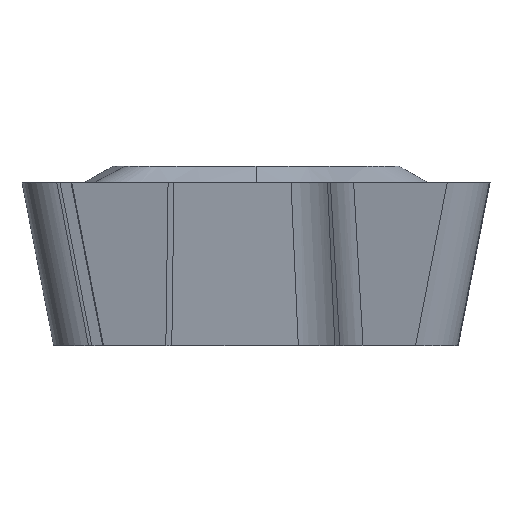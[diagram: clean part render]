
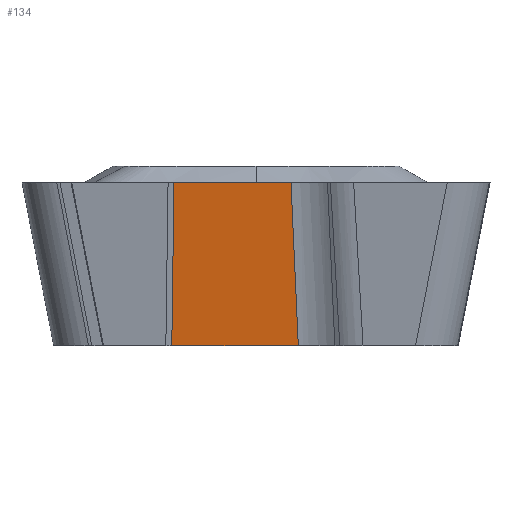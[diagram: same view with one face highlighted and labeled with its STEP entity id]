
A CAD part, front view. The second image highlights one B-rep face of the part: STEP entity #134.
In plain terms, the highlighted planar face has unit normal (0.137, -0.972, -0.191).
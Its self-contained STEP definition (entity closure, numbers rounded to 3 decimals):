
#83=FACE_OUTER_BOUND('',#232,.T.);
#134=ADVANCED_FACE('',(#83),#182,.T.);
#182=PLANE('',#1413);
#232=EDGE_LOOP('',(#407,#408,#409,#410));
#407=ORIENTED_EDGE('',*,*,#667,.F.);
#408=ORIENTED_EDGE('',*,*,#779,.T.);
#409=ORIENTED_EDGE('',*,*,#774,.F.);
#410=ORIENTED_EDGE('',*,*,#780,.T.);
#569=VERTEX_POINT('',#1858);
#570=VERTEX_POINT('',#1860);
#659=VERTEX_POINT('',#2338);
#660=VERTEX_POINT('',#2340);
#667=EDGE_CURVE('',#569,#570,#1138,.T.);
#774=EDGE_CURVE('',#659,#660,#1192,.T.);
#779=EDGE_CURVE('',#569,#660,#1194,.T.);
#780=EDGE_CURVE('',#659,#570,#1195,.T.);
#1138=LINE('',#1859,#1242);
#1192=LINE('',#2339,#1296);
#1194=LINE('',#2348,#1298);
#1195=LINE('',#2349,#1299);
#1242=VECTOR('',#1529,1.);
#1296=VECTOR('',#1695,1.);
#1298=VECTOR('',#1705,1.);
#1299=VECTOR('',#1706,1.);
#1413=AXIS2_PLACEMENT_3D('',#2350,#1707,#1708);
#1529=DIRECTION('',(0.99,0.139,0.));
#1695=DIRECTION('',(-0.99,-0.139,0.));
#1705=DIRECTION('',(-0.013,0.191,-0.982));
#1706=DIRECTION('',(-0.044,-0.198,0.979));
#1707=DIRECTION('',(0.137,-0.972,-0.191));
#1708=DIRECTION('',(0.,0.193,-0.981));
#1858=CARTESIAN_POINT('',(-1.507,-4.292,-0.3));
#1859=CARTESIAN_POINT('',(-1.561,-4.3,-0.3));
#1860=CARTESIAN_POINT('',(0.643,-3.99,-0.3));
#2338=CARTESIAN_POINT('',(0.777,-3.382,-3.3));
#2339=CARTESIAN_POINT('',(-1.642,-3.723,-3.3));
#2340=CARTESIAN_POINT('',(-1.548,-3.709,-3.3));
#2348=CARTESIAN_POINT('',(-1.507,-4.292,-0.299));
#2349=CARTESIAN_POINT('',(0.644,-3.985,-0.326));
#2350=CARTESIAN_POINT('',(-1.561,-4.3,-0.3));
